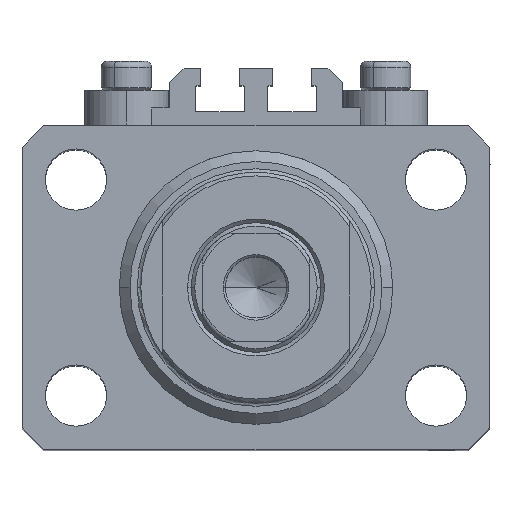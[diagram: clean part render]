
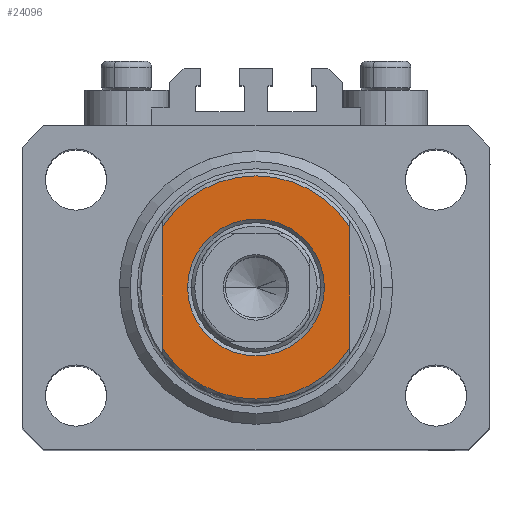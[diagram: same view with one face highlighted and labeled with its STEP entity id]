
A CAD part, top view. The second image highlights one B-rep face of the part: STEP entity #24096.
In plain terms, the highlighted face is planar.
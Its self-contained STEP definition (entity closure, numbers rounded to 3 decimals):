
#168 = LINE ( 'NONE', #17924, #47153 ) ;
#463 = CARTESIAN_POINT ( 'NONE',  ( 0., 0., -6.5 ) ) ;
#1988 = VERTEX_POINT ( 'NONE', #4587 ) ;
#2467 = AXIS2_PLACEMENT_3D ( 'NONE', #15682, #23377, #12319 ) ;
#3929 = ORIENTED_EDGE ( 'NONE', *, *, #7354, .F. ) ;
#4537 = DIRECTION ( 'NONE',  ( 0., 0., -1. ) ) ;
#4587 = CARTESIAN_POINT ( 'NONE',  ( -13., -8.441, -6.5 ) ) ;
#4733 = DIRECTION ( 'NONE',  ( 0., 0., -1. ) ) ;
#4743 = ORIENTED_EDGE ( 'NONE', *, *, #16871, .T. ) ;
#4972 = ORIENTED_EDGE ( 'NONE', *, *, #25122, .T. ) ;
#5042 = DIRECTION ( 'NONE',  ( -1., 0., 0. ) ) ;
#5314 = AXIS2_PLACEMENT_3D ( 'NONE', #22959, #4733, #19362 ) ;
#7354 = EDGE_CURVE ( 'NONE', #8799, #1988, #168, .T. ) ;
#8496 = EDGE_CURVE ( 'NONE', #10789, #29506, #13468, .T. ) ;
#8799 = VERTEX_POINT ( 'NONE', #17483 ) ;
#9195 = LINE ( 'NONE', #45439, #12286 ) ;
#10789 = VERTEX_POINT ( 'NONE', #36149 ) ;
#11925 = ORIENTED_EDGE ( 'NONE', *, *, #13938, .T. ) ;
#11930 = AXIS2_PLACEMENT_3D ( 'NONE', #15093, #37177, #5042 ) ;
#12238 = VERTEX_POINT ( 'NONE', #22117 ) ;
#12286 = VECTOR ( 'NONE', #16398, 1000. ) ;
#12319 = DIRECTION ( 'NONE',  ( -1., 0., 0. ) ) ;
#13468 = CIRCLE ( 'NONE', #11930, 9.5 ) ;
#13655 = PLANE ( 'NONE',  #17872 ) ;
#13938 = EDGE_CURVE ( 'NONE', #27770, #1988, #28212, .T. ) ;
#14773 = DIRECTION ( 'NONE',  ( 0., -1., 0. ) ) ;
#15093 = CARTESIAN_POINT ( 'NONE',  ( 0., 0., -6.5 ) ) ;
#15403 = EDGE_LOOP ( 'NONE', ( #4972, #4743, #11925, #3929 ) ) ;
#15682 = CARTESIAN_POINT ( 'NONE',  ( 0., 0., -6.5 ) ) ;
#16379 = ORIENTED_EDGE ( 'NONE', *, *, #8496, .T. ) ;
#16398 = DIRECTION ( 'NONE',  ( 0., -1., 0. ) ) ;
#16871 = EDGE_CURVE ( 'NONE', #12238, #27770, #9195, .T. ) ;
#17483 = CARTESIAN_POINT ( 'NONE',  ( -13., 8.441, -6.5 ) ) ;
#17872 = AXIS2_PLACEMENT_3D ( 'NONE', #28561, #36445, #43884 ) ;
#17924 = CARTESIAN_POINT ( 'NONE',  ( -13., -43.081, -6.5 ) ) ;
#18457 = DIRECTION ( 'NONE',  ( -1., 0., 0. ) ) ;
#19362 = DIRECTION ( 'NONE',  ( -1., 0., 0. ) ) ;
#20852 = EDGE_LOOP ( 'NONE', ( #45060, #16379 ) ) ;
#21860 = EDGE_CURVE ( 'NONE', #29506, #10789, #31567, .T. ) ;
#22117 = CARTESIAN_POINT ( 'NONE',  ( 13., 8.441, -6.5 ) ) ;
#22959 = CARTESIAN_POINT ( 'NONE',  ( 0., 0., -6.5 ) ) ;
#23377 = DIRECTION ( 'NONE',  ( 0., 0., 1. ) ) ;
#24096 = ADVANCED_FACE ( 'NONE', ( #43653, #40278 ), #13655, .T. ) ;
#25122 = EDGE_CURVE ( 'NONE', #8799, #12238, #27551, .T. ) ;
#27551 = CIRCLE ( 'NONE', #5314, 15.5 ) ;
#27770 = VERTEX_POINT ( 'NONE', #39335 ) ;
#28212 = CIRCLE ( 'NONE', #31295, 15.5 ) ;
#28524 = CARTESIAN_POINT ( 'NONE',  ( -9.5, 0., -6.5 ) ) ;
#28561 = CARTESIAN_POINT ( 'NONE',  ( 0., 0., -6.5 ) ) ;
#29506 = VERTEX_POINT ( 'NONE', #28524 ) ;
#31295 = AXIS2_PLACEMENT_3D ( 'NONE', #463, #4537, #18457 ) ;
#31567 = CIRCLE ( 'NONE', #2467, 9.5 ) ;
#36149 = CARTESIAN_POINT ( 'NONE',  ( 9.5, 0., -6.5 ) ) ;
#36445 = DIRECTION ( 'NONE',  ( 0., 0., -1. ) ) ;
#37177 = DIRECTION ( 'NONE',  ( 0., 0., 1. ) ) ;
#39335 = CARTESIAN_POINT ( 'NONE',  ( 13., -8.441, -6.5 ) ) ;
#40278 = FACE_OUTER_BOUND ( 'NONE', #15403, .T. ) ;
#43653 = FACE_BOUND ( 'NONE', #20852, .T. ) ;
#43884 = DIRECTION ( 'NONE',  ( -1., 0., 0. ) ) ;
#45060 = ORIENTED_EDGE ( 'NONE', *, *, #21860, .T. ) ;
#45439 = CARTESIAN_POINT ( 'NONE',  ( 13., -43.081, -6.5 ) ) ;
#47153 = VECTOR ( 'NONE', #14773, 1000. ) ;
